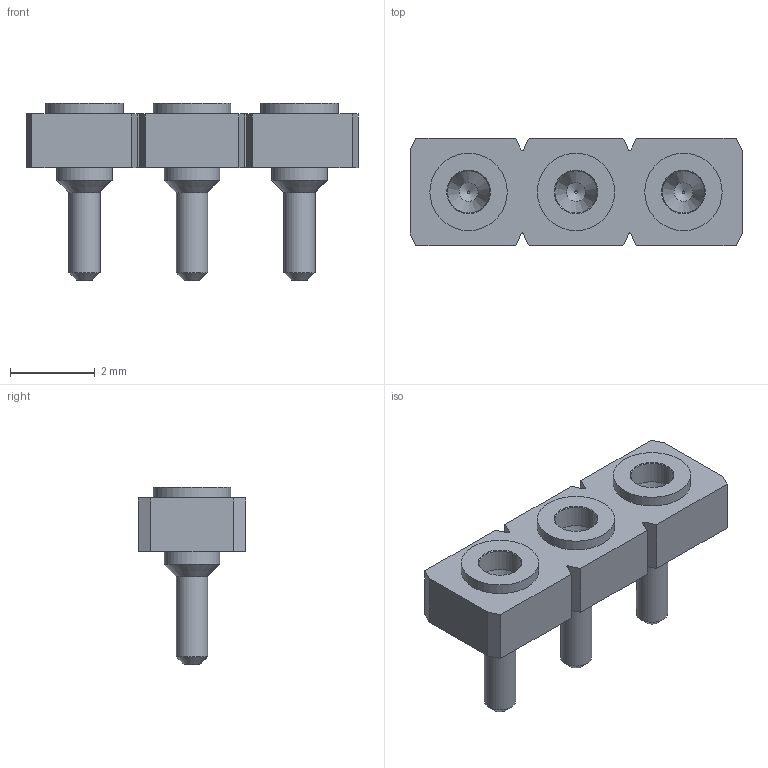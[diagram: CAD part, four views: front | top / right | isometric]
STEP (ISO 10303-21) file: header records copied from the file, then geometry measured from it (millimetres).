
FILE_DESCRIPTION(('STEP AP214'), '1');
FILE_NAME('SL-105-TT-19', '2017-07-15T12:49:10', ('Nobody'), (''), 'ASCON STEP Converter 1.3', 'ASCON Math Kernel', '');
FILE_SCHEMA(('AUTOMOTIVE_DESIGN { 1 0 10303 214 3 1 1}'));
Length unit declared in the file: millimetre
Assembly tree (3 placements, depth 2):
  (unnamed)
    (unnamed)  x3
Bounding box: 7.85 x 2.54 x 4.19 mm (x, y, z)
Volume: 27.3 mm3; surface area: 158 mm2
Topology: 4 solids, 4 shells, 89 faces, 180 edges, 111 vertices
Faces by surface type: plane 40, cylinder 28, cone 21
Full cylindrical faces by diameter (mm): 0.55 x3, 0.74 x3, 1 x6, 1.32 x9, 1.83 x3
Entity records: 1860 total; most frequent: DIRECTION 236, CARTESIAN_POINT 223, ORIENTED_EDGE 194, EDGE_CURVE 97, AXIS2_PLACEMENT_3D 86, EDGE_LOOP 76, VERTEX_POINT 73, LINE 64
